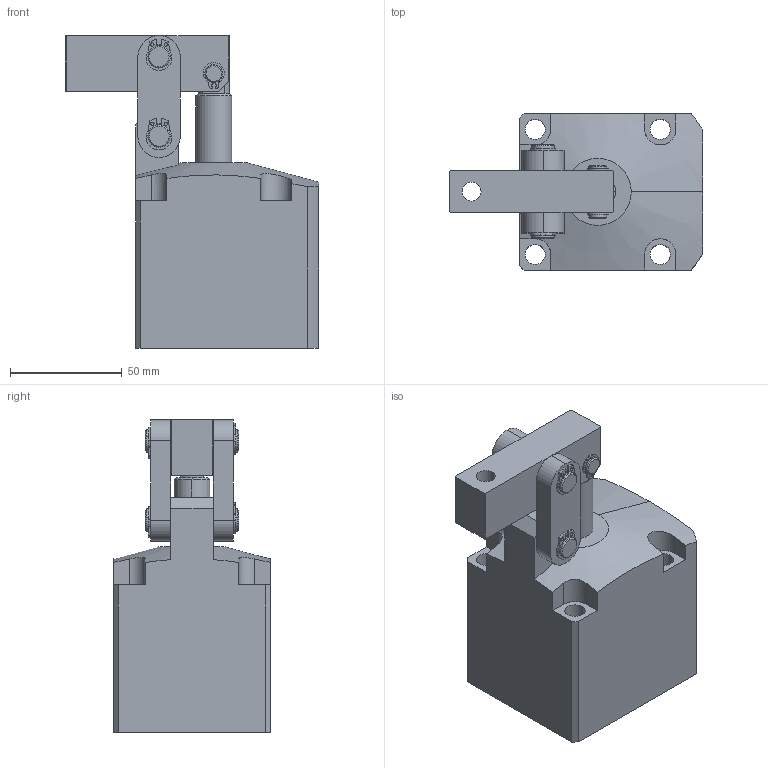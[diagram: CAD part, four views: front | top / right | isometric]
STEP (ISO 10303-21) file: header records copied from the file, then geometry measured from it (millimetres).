
FILE_DESCRIPTION (( 'STEP AP203' ), '1' );
FILE_NAME ('BLU-10.STEP', '2021-04-05T02:34:45', ( '微软用户' ), ( '微软中国' ), 'SwSTEP 2.0', 'SolidWorks 2012', '' );
FILE_SCHEMA (( 'CONFIG_CONTROL_DESIGN' ));
Length unit declared in the file: millimetre
Products named in the file (9): BLU-10; circlips for shaft--type a large gb_GB_CONNECTING_PIECE_RING_RRA 10; circlips for shaft--type a small gb_GB_CONNECTING_PIECE_RING_RRA 8; BLU-10揤旋; BLU-10种粣2; BLU-10种粣1; BLU-10蟀裝; BLU-10活塞杆; BLU-10掛极
Assembly tree (14 placements, depth 2):
  BLU-10
    BLU-10掛极
    BLU-10活塞杆
    BLU-10蟀裝  x2
    BLU-10种粣1
    BLU-10种粣2  x2
    BLU-10揤旋
    circlips for shaft--type a small gb_GB_CONNECTING_PIECE_RING_RRA 8  x2
    circlips for shaft--type a large gb_GB_CONNECTING_PIECE_RING_RRA 10  x4
Bounding box: 113.5 x 70 x 140 mm (x, y, z)
Volume: 441432.1 mm3; surface area: 82775.2 mm2
Topology: 14 solids, 14 shells, 412 faces, 1019 edges, 663 vertices
Faces by surface type: cylinder 188, plane 156, cone 44, bspline 16, torus 6, sphere 2
Entity records: 10562 total; most frequent: CARTESIAN_POINT 2519, DIRECTION 1485, ORIENTED_EDGE 1402, EDGE_CURVE 701, AXIS2_PLACEMENT_3D 553, VERTEX_POINT 455, LINE 379, VECTOR 379
